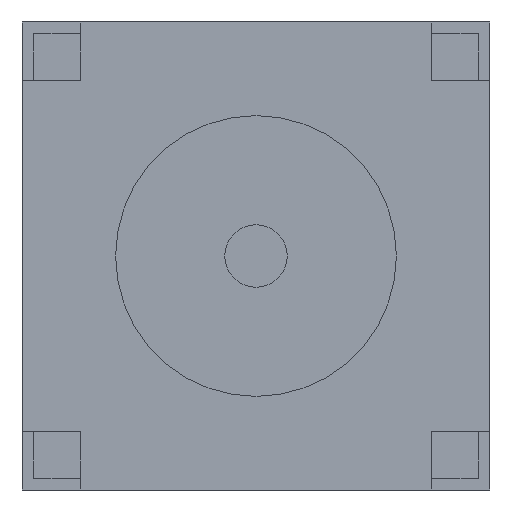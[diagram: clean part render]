
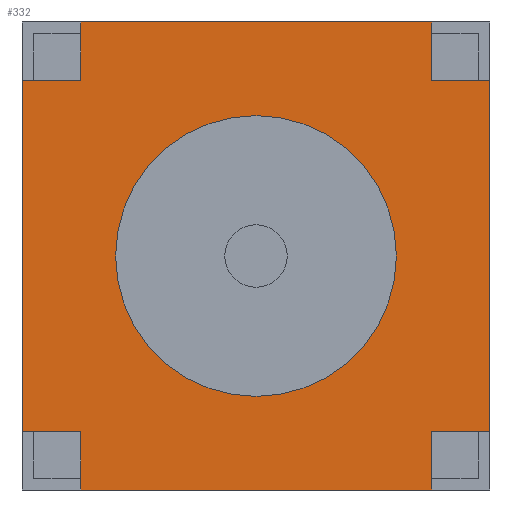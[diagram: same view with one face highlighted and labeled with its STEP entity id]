
A CAD part, front view. The second image highlights one B-rep face of the part: STEP entity #332.
In plain terms, the highlighted planar face has unit normal (0, -1, 0).
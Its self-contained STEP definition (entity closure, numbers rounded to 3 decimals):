
#54=LINE('',#1355,#148);
#79=LINE('',#1491,#173);
#86=LINE('',#1505,#180);
#88=LINE('',#1509,#182);
#95=LINE('',#1524,#189);
#100=LINE('',#1534,#194);
#107=LINE('',#1547,#201);
#121=LINE('',#1574,#215);
#122=LINE('',#1576,#216);
#123=LINE('',#1578,#217);
#124=LINE('',#1580,#218);
#125=LINE('',#1582,#219);
#148=VECTOR('',#1091,1.);
#173=VECTOR('',#1216,1.);
#180=VECTOR('',#1225,1.);
#182=VECTOR('',#1229,1.);
#189=VECTOR('',#1240,1.);
#194=VECTOR('',#1247,1.);
#201=VECTOR('',#1258,1.);
#215=VECTOR('',#1282,1.);
#216=VECTOR('',#1285,1.);
#217=VECTOR('',#1288,1.);
#218=VECTOR('',#1289,1.);
#219=VECTOR('',#1290,1.);
#284=FACE_BOUND('',#485,.T.);
#285=FACE_BOUND('',#486,.T.);
#332=ADVANCED_FACE('',(#284,#285),#374,.T.);
#374=PLANE('',#1053);
#485=EDGE_LOOP('',(#679));
#486=EDGE_LOOP('',(#680,#681,#682,#683,#684,#685,#686,#687,#688,#689,#690,
#691));
#679=ORIENTED_EDGE('',*,*,#832,.T.);
#680=ORIENTED_EDGE('',*,*,#933,.T.);
#681=ORIENTED_EDGE('',*,*,#890,.T.);
#682=ORIENTED_EDGE('',*,*,#897,.T.);
#683=ORIENTED_EDGE('',*,*,#899,.T.);
#684=ORIENTED_EDGE('',*,*,#911,.T.);
#685=ORIENTED_EDGE('',*,*,#906,.T.);
#686=ORIENTED_EDGE('',*,*,#934,.T.);
#687=ORIENTED_EDGE('',*,*,#935,.T.);
#688=ORIENTED_EDGE('',*,*,#936,.T.);
#689=ORIENTED_EDGE('',*,*,#841,.T.);
#690=ORIENTED_EDGE('',*,*,#918,.T.);
#691=ORIENTED_EDGE('',*,*,#932,.T.);
#743=VERTEX_POINT('',#1336);
#748=VERTEX_POINT('',#1348);
#751=VERTEX_POINT('',#1354);
#791=VERTEX_POINT('',#1490);
#792=VERTEX_POINT('',#1492);
#797=VERTEX_POINT('',#1504);
#798=VERTEX_POINT('',#1508);
#804=VERTEX_POINT('',#1523);
#805=VERTEX_POINT('',#1525);
#812=VERTEX_POINT('',#1546);
#820=VERTEX_POINT('',#1573);
#821=VERTEX_POINT('',#1579);
#822=VERTEX_POINT('',#1581);
#832=EDGE_CURVE('',#743,#743,#954,.T.);
#841=EDGE_CURVE('',#748,#751,#54,.T.);
#890=EDGE_CURVE('',#792,#791,#79,.T.);
#897=EDGE_CURVE('',#791,#797,#86,.T.);
#899=EDGE_CURVE('',#797,#798,#88,.T.);
#906=EDGE_CURVE('',#805,#804,#95,.T.);
#911=EDGE_CURVE('',#798,#805,#100,.T.);
#918=EDGE_CURVE('',#751,#812,#107,.T.);
#932=EDGE_CURVE('',#812,#820,#121,.T.);
#933=EDGE_CURVE('',#820,#792,#122,.T.);
#934=EDGE_CURVE('',#804,#821,#123,.T.);
#935=EDGE_CURVE('',#821,#822,#124,.T.);
#936=EDGE_CURVE('',#822,#748,#125,.T.);
#954=CIRCLE('',#986,1.8);
#986=AXIS2_PLACEMENT_3D('',#1335,#1077,#1078);
#1053=AXIS2_PLACEMENT_3D('',#1583,#1291,#1292);
#1077=DIRECTION('',(0.,1.,0.));
#1078=DIRECTION('',(0.,0.,-1.));
#1091=DIRECTION('',(0.,0.,-1.));
#1216=DIRECTION('',(0.,0.,1.));
#1225=DIRECTION('',(-1.,0.,0.));
#1229=DIRECTION('',(0.,0.,1.));
#1240=DIRECTION('',(0.,0.,-1.));
#1247=DIRECTION('',(-1.,0.,0.));
#1258=DIRECTION('',(1.,0.,0.));
#1282=DIRECTION('',(0.,0.,1.));
#1285=DIRECTION('',(1.,0.,0.));
#1288=DIRECTION('',(-1.,0.,0.));
#1289=DIRECTION('',(0.,0.,-1.));
#1290=DIRECTION('',(1.,0.,0.));
#1291=DIRECTION('',(0.,-1.,0.));
#1292=DIRECTION('',(0.,0.,-1.));
#1335=CARTESIAN_POINT('',(7.247,18.836,-0.982));
#1336=CARTESIAN_POINT('',(7.247,18.836,-2.782));
#1348=CARTESIAN_POINT('',(4.997,18.836,-3.232));
#1354=CARTESIAN_POINT('',(4.997,18.836,-3.982));
#1355=CARTESIAN_POINT('',(4.997,18.836,-3.232));
#1490=CARTESIAN_POINT('',(10.247,18.836,1.268));
#1491=CARTESIAN_POINT('',(10.247,18.836,-3.232));
#1492=CARTESIAN_POINT('',(10.247,18.836,-3.232));
#1504=CARTESIAN_POINT('',(9.497,18.836,1.268));
#1505=CARTESIAN_POINT('',(10.247,18.836,1.268));
#1508=CARTESIAN_POINT('',(9.497,18.836,2.018));
#1509=CARTESIAN_POINT('',(9.497,18.836,1.268));
#1523=CARTESIAN_POINT('',(4.997,18.836,1.268));
#1524=CARTESIAN_POINT('',(4.997,18.836,2.018));
#1525=CARTESIAN_POINT('',(4.997,18.836,2.018));
#1534=CARTESIAN_POINT('',(9.497,18.836,2.018));
#1546=CARTESIAN_POINT('',(9.497,18.836,-3.982));
#1547=CARTESIAN_POINT('',(4.997,18.836,-3.982));
#1573=CARTESIAN_POINT('',(9.497,18.836,-3.232));
#1574=CARTESIAN_POINT('',(9.497,18.836,-3.982));
#1576=CARTESIAN_POINT('',(9.497,18.836,-3.232));
#1578=CARTESIAN_POINT('',(4.997,18.836,1.268));
#1579=CARTESIAN_POINT('',(4.247,18.836,1.268));
#1580=CARTESIAN_POINT('',(4.247,18.836,1.268));
#1581=CARTESIAN_POINT('',(4.247,18.836,-3.232));
#1582=CARTESIAN_POINT('',(4.247,18.836,-3.232));
#1583=CARTESIAN_POINT('',(4.247,18.836,2.018));
